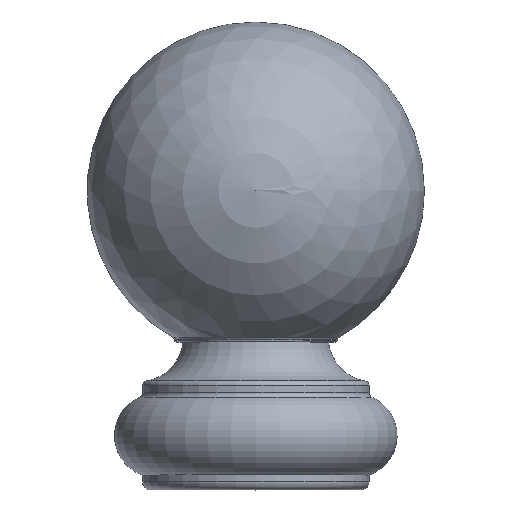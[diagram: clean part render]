
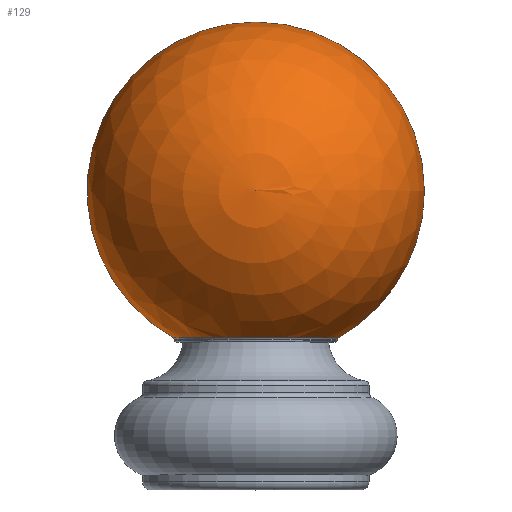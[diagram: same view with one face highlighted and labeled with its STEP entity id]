
A CAD part, top view. The second image highlights one B-rep face of the part: STEP entity #129.
In plain terms, the highlighted spherical face has radius 34.25 mm.
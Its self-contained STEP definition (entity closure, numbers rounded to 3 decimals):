
#24 = AXIS2_PLACEMENT_3D ( 'NONE', #555, #670, #344 ) ;
#27 = CARTESIAN_POINT ( 'NONE',  ( 0., 34.25, 0. ) ) ;
#129 = ADVANCED_FACE ( 'NONE', ( #1348 ), #763, .T. ) ;
#138 = EDGE_CURVE ( 'NONE', #1419, #1372, #639, .T. ) ;
#182 = CARTESIAN_POINT ( 'NONE',  ( -16.705, -29.9, 0. ) ) ;
#248 = CIRCLE ( 'NONE', #1312, 34.25 ) ;
#254 = DIRECTION ( 'NONE',  ( 0., 0., -1. ) ) ;
#264 = DIRECTION ( 'NONE',  ( 1., 0., 0. ) ) ;
#266 = CARTESIAN_POINT ( 'NONE',  ( 0., 0., 0. ) ) ;
#344 = DIRECTION ( 'NONE',  ( -1., 0., 0. ) ) ;
#442 = EDGE_CURVE ( 'NONE', #1419, #781, #558, .T. ) ;
#555 = CARTESIAN_POINT ( 'NONE',  ( 0., 0., 0. ) ) ;
#558 = CIRCLE ( 'NONE', #24, 34.25 ) ;
#589 = CARTESIAN_POINT ( 'NONE',  ( 16.705, -29.9, 0. ) ) ;
#632 = DIRECTION ( 'NONE',  ( 0., 1., 0. ) ) ;
#639 = CIRCLE ( 'NONE', #1069, 16.705 ) ;
#661 = DIRECTION ( 'NONE',  ( 0., 0., 1. ) ) ;
#664 = EDGE_LOOP ( 'NONE', ( #983, #1213, #896 ) ) ;
#670 = DIRECTION ( 'NONE',  ( 0., 0., -1. ) ) ;
#763 = SPHERICAL_SURFACE ( 'NONE', #1392, 34.25 ) ;
#781 = VERTEX_POINT ( 'NONE', #27 ) ;
#782 = CARTESIAN_POINT ( 'NONE',  ( 0., 0., 0. ) ) ;
#784 = EDGE_CURVE ( 'NONE', #1372, #781, #248, .T. ) ;
#896 = ORIENTED_EDGE ( 'NONE', *, *, #784, .T. ) ;
#973 = DIRECTION ( 'NONE',  ( 1., 0., 0. ) ) ;
#983 = ORIENTED_EDGE ( 'NONE', *, *, #442, .F. ) ;
#1069 = AXIS2_PLACEMENT_3D ( 'NONE', #1289, #632, #1430 ) ;
#1213 = ORIENTED_EDGE ( 'NONE', *, *, #138, .T. ) ;
#1289 = CARTESIAN_POINT ( 'NONE',  ( 0., -29.9, 0. ) ) ;
#1312 = AXIS2_PLACEMENT_3D ( 'NONE', #782, #661, #264 ) ;
#1348 = FACE_OUTER_BOUND ( 'NONE', #664, .T. ) ;
#1372 = VERTEX_POINT ( 'NONE', #589 ) ;
#1392 = AXIS2_PLACEMENT_3D ( 'NONE', #266, #254, #973 ) ;
#1419 = VERTEX_POINT ( 'NONE', #182 ) ;
#1430 = DIRECTION ( 'NONE',  ( -1., 0., 0. ) ) ;
